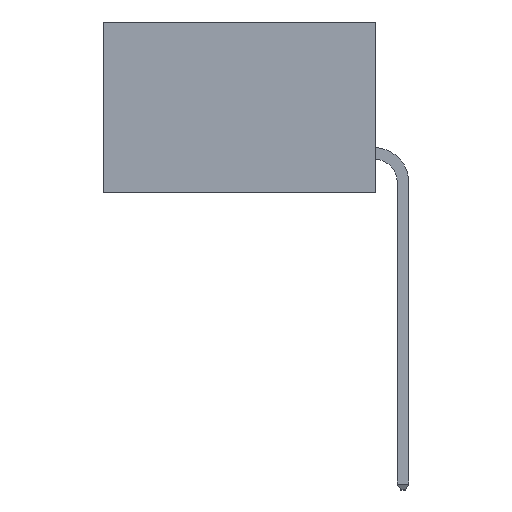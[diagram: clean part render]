
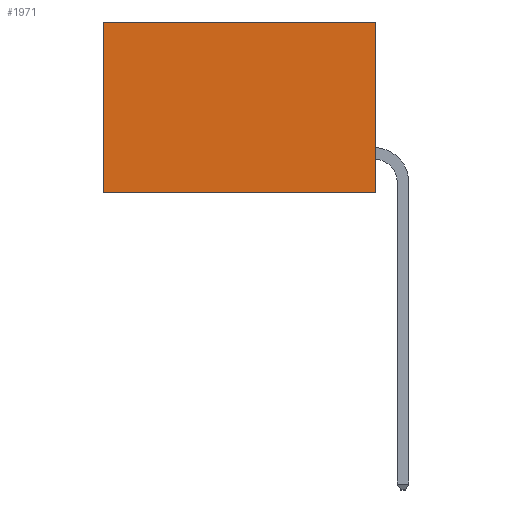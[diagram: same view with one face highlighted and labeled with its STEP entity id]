
A CAD part, left-side view. The second image highlights one B-rep face of the part: STEP entity #1971.
In plain terms, the highlighted planar face has unit normal (-1, 0, 0).
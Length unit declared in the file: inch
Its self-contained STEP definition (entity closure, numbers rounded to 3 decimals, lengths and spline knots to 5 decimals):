
#911 = FACE_OUTER_BOUND ( 'NONE', #7827, .T. ) ;
#1066 = CARTESIAN_POINT ( 'NONE',  ( 0.277, 0., -0.37 ) ) ;
#1122 = DIRECTION ( 'NONE',  ( 0., 0., -1. ) ) ;
#1971 = ADVANCED_FACE ( 'NONE', ( #911 ), #3256, .F. ) ;
#3256 = PLANE ( 'NONE',  #4955 ) ;
#3866 = VECTOR ( 'NONE', #10137, 39.37008 ) ;
#4004 = CARTESIAN_POINT ( 'NONE',  ( 0.277, 0.59, -0.37 ) ) ;
#4321 = EDGE_CURVE ( 'NONE', #9068, #10542, #11970, .T. ) ;
#4573 = VECTOR ( 'NONE', #5607, 39.37008 ) ;
#4955 = AXIS2_PLACEMENT_3D ( 'NONE', #7710, #7315, #5737 ) ;
#5526 = CARTESIAN_POINT ( 'NONE',  ( 0.277, 0., -0.37 ) ) ;
#5607 = DIRECTION ( 'NONE',  ( 0., 0., -1. ) ) ;
#5737 = DIRECTION ( 'NONE',  ( 0., 0., -1. ) ) ;
#5804 = CARTESIAN_POINT ( 'NONE',  ( 0.277, 0.59, -0.37 ) ) ;
#5874 = CARTESIAN_POINT ( 'NONE',  ( 0.277, 0., 0. ) ) ;
#6117 = EDGE_CURVE ( 'NONE', #9068, #8233, #11039, .T. ) ;
#6606 = VERTEX_POINT ( 'NONE', #4004 ) ;
#6670 = VECTOR ( 'NONE', #13157, 39.37008 ) ;
#7315 = DIRECTION ( 'NONE',  ( 1., 0., 0. ) ) ;
#7378 = LINE ( 'NONE', #5804, #4573 ) ;
#7491 = EDGE_CURVE ( 'NONE', #10542, #6606, #7378, .T. ) ;
#7710 = CARTESIAN_POINT ( 'NONE',  ( 0.277, 0., -0.37 ) ) ;
#7733 = ORIENTED_EDGE ( 'NONE', *, *, #7491, .T. ) ;
#7827 = EDGE_LOOP ( 'NONE', ( #7733, #8098, #7975, #10828 ) ) ;
#7975 = ORIENTED_EDGE ( 'NONE', *, *, #6117, .F. ) ;
#8098 = ORIENTED_EDGE ( 'NONE', *, *, #8636, .F. ) ;
#8233 = VERTEX_POINT ( 'NONE', #5526 ) ;
#8636 = EDGE_CURVE ( 'NONE', #8233, #6606, #12032, .T. ) ;
#8758 = CARTESIAN_POINT ( 'NONE',  ( 0.277, 0.59, 0. ) ) ;
#9068 = VERTEX_POINT ( 'NONE', #5874 ) ;
#10137 = DIRECTION ( 'NONE',  ( 0., 1., 0. ) ) ;
#10162 = CARTESIAN_POINT ( 'NONE',  ( 0.277, 0., -0.37 ) ) ;
#10542 = VERTEX_POINT ( 'NONE', #8758 ) ;
#10828 = ORIENTED_EDGE ( 'NONE', *, *, #4321, .T. ) ;
#11039 = LINE ( 'NONE', #1066, #13272 ) ;
#11236 = CARTESIAN_POINT ( 'NONE',  ( 0.277, 0., 0. ) ) ;
#11970 = LINE ( 'NONE', #11236, #6670 ) ;
#12032 = LINE ( 'NONE', #10162, #3866 ) ;
#13157 = DIRECTION ( 'NONE',  ( 0., 1., 0. ) ) ;
#13272 = VECTOR ( 'NONE', #1122, 39.37008 ) ;
